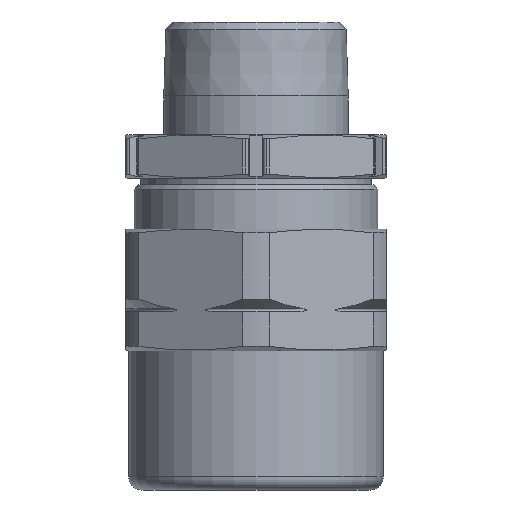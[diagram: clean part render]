
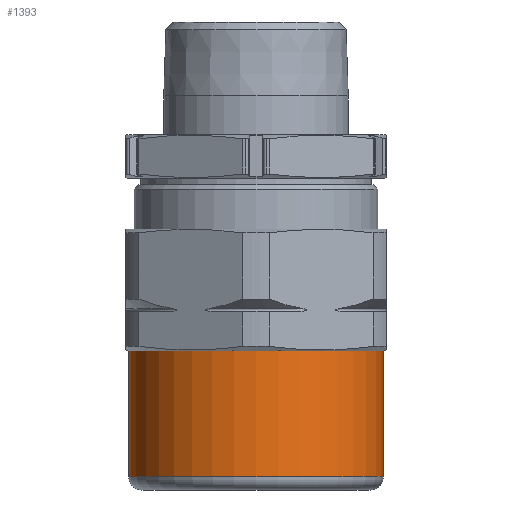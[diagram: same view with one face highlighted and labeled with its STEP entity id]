
A CAD part, front view. The second image highlights one B-rep face of the part: STEP entity #1393.
In plain terms, the highlighted cylindrical face has radius 29.25 mm (diameter 58.5 mm), a full revolution.
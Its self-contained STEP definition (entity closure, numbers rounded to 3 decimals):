
#110 = ORIENTED_EDGE ( 'NONE', *, *, #1760, .F. ) ;
#245 = DIRECTION ( 'NONE',  ( -1., 0., 0. ) ) ;
#465 = CARTESIAN_POINT ( 'NONE',  ( 29.25, 0., -38.5 ) ) ;
#490 = CIRCLE ( 'NONE', #906, 29.25 ) ;
#495 = CYLINDRICAL_SURFACE ( 'NONE', #1606, 29.25 ) ;
#760 = VERTEX_POINT ( 'NONE', #1698 ) ;
#906 = AXIS2_PLACEMENT_3D ( 'NONE', #2504, #2819, #4096 ) ;
#1137 = FACE_OUTER_BOUND ( 'NONE', #3620, .T. ) ;
#1367 = DIRECTION ( 'NONE',  ( 1., 0., 0. ) ) ;
#1393 = ADVANCED_FACE ( 'NONE', ( #1948, #1137 ), #495, .T. ) ;
#1479 = EDGE_CURVE ( 'NONE', #3626, #3626, #490, .T. ) ;
#1606 = AXIS2_PLACEMENT_3D ( 'NONE', #4046, #3050, #245 ) ;
#1676 = ORIENTED_EDGE ( 'NONE', *, *, #1479, .T. ) ;
#1698 = CARTESIAN_POINT ( 'NONE',  ( 29.25, 0., -9.5 ) ) ;
#1760 = EDGE_CURVE ( 'NONE', #760, #760, #3453, .T. ) ;
#1948 = FACE_OUTER_BOUND ( 'NONE', #4041, .T. ) ;
#2219 = AXIS2_PLACEMENT_3D ( 'NONE', #2934, #3262, #1367 ) ;
#2504 = CARTESIAN_POINT ( 'NONE',  ( 0., 0., -38.5 ) ) ;
#2819 = DIRECTION ( 'NONE',  ( 0., 0., 1. ) ) ;
#2934 = CARTESIAN_POINT ( 'NONE',  ( 0., 0., -9.5 ) ) ;
#3050 = DIRECTION ( 'NONE',  ( 0., 0., -1. ) ) ;
#3262 = DIRECTION ( 'NONE',  ( 0., 0., 1. ) ) ;
#3453 = CIRCLE ( 'NONE', #2219, 29.25 ) ;
#3620 = EDGE_LOOP ( 'NONE', ( #110 ) ) ;
#3626 = VERTEX_POINT ( 'NONE', #465 ) ;
#4041 = EDGE_LOOP ( 'NONE', ( #1676 ) ) ;
#4046 = CARTESIAN_POINT ( 'NONE',  ( 0., 0., -41.5 ) ) ;
#4096 = DIRECTION ( 'NONE',  ( 1., 0., 0. ) ) ;
